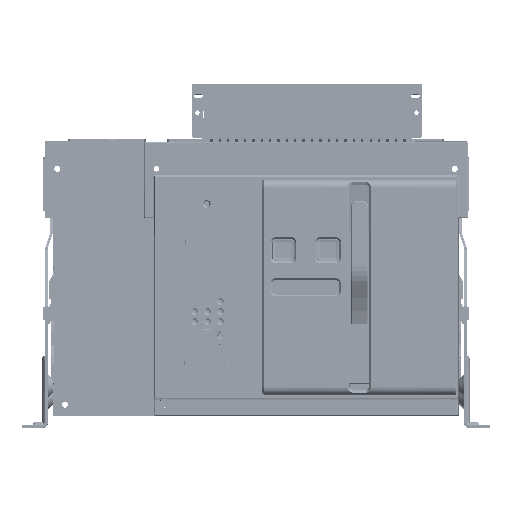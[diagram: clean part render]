
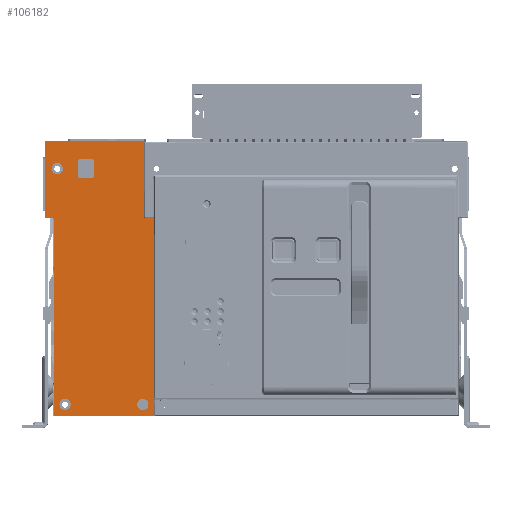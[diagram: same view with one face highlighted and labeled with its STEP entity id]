
A CAD part, top view. The second image highlights one B-rep face of the part: STEP entity #106182.
In plain terms, the highlighted planar face has unit normal (0, 0, 1).
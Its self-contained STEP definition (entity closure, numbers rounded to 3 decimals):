
#7872=CARTESIAN_POINT('',(-301.5,229.5,235.));
#7873=DIRECTION('',(0.,0.,-1.));
#7874=DIRECTION('',(0.,-1.,0.));
#7875=AXIS2_PLACEMENT_3D('',#7872,#7873,#7874);
#7877=DIRECTION('',(0.,1.,0.));
#7878=VECTOR('',#7877,88.5);
#7879=CARTESIAN_POINT('',(-302.,229.499,235.));
#7880=LINE('',#7879,#7878);
#7881=DIRECTION('',(1.,0.,0.));
#7882=VECTOR('',#7881,115.);
#7883=CARTESIAN_POINT('',(-302.,317.999,235.));
#7884=LINE('',#7883,#7882);
#7885=DIRECTION('',(0.,-1.,0.));
#7886=VECTOR('',#7885,89.001);
#7887=CARTESIAN_POINT('',(-187.,318.001,235.));
#7888=LINE('',#7887,#7886);
#7889=DIRECTION('',(1.,0.,0.));
#7890=VECTOR('',#7889,11.);
#7891=CARTESIAN_POINT('',(-187.,229.,235.));
#7892=LINE('',#7891,#7890);
#7893=DIRECTION('',(0.,-1.,0.));
#7894=VECTOR('',#7893,229.);
#7895=CARTESIAN_POINT('',(-176.,229.,235.));
#7896=LINE('',#7895,#7894);
#7897=DIRECTION('',(-1.,0.,0.));
#7898=VECTOR('',#7897,115.);
#7899=CARTESIAN_POINT('',(-176.,0.,235.));
#7900=LINE('',#7899,#7898);
#7901=DIRECTION('',(0.,1.,0.));
#7902=VECTOR('',#7901,227.002);
#7903=CARTESIAN_POINT('',(-291.,0.,235.));
#7904=LINE('',#7903,#7902);
#7905=CARTESIAN_POINT('',(-293.,227.,235.));
#7906=DIRECTION('',(0.,0.,1.));
#7907=DIRECTION('',(1.,0.,0.));
#7908=AXIS2_PLACEMENT_3D('',#7905,#7906,#7907);
#7910=DIRECTION('',(-1.,0.,0.));
#7911=VECTOR('',#7910,8.5);
#7912=CARTESIAN_POINT('',(-293.,229.,235.));
#7913=LINE('',#7912,#7911);
#7914=CARTESIAN_POINT('',(-287.5,286.5,235.));
#7915=DIRECTION('',(0.,0.,1.));
#7916=DIRECTION('',(1.,0.,0.));
#7917=AXIS2_PLACEMENT_3D('',#7914,#7915,#7916);
#7919=CARTESIAN_POINT('',(-287.5,286.5,235.));
#7920=DIRECTION('',(0.,0.,1.));
#7921=DIRECTION('',(-1.,0.,0.));
#7922=AXIS2_PLACEMENT_3D('',#7919,#7920,#7921);
#7924=CARTESIAN_POINT('',(-188.5,13.5,235.));
#7925=DIRECTION('',(0.,0.,1.));
#7926=DIRECTION('',(1.,0.,0.));
#7927=AXIS2_PLACEMENT_3D('',#7924,#7925,#7926);
#7929=CARTESIAN_POINT('',(-188.5,13.5,235.));
#7930=DIRECTION('',(0.,0.,1.));
#7931=DIRECTION('',(-1.,0.,0.));
#7932=AXIS2_PLACEMENT_3D('',#7929,#7930,#7931);
#7934=CARTESIAN_POINT('',(-278.5,13.5,235.));
#7935=DIRECTION('',(0.,0.,1.));
#7936=DIRECTION('',(1.,0.,0.));
#7937=AXIS2_PLACEMENT_3D('',#7934,#7935,#7936);
#7939=CARTESIAN_POINT('',(-278.5,13.5,235.));
#7940=DIRECTION('',(0.,0.,1.));
#7941=DIRECTION('',(-1.,0.,0.));
#7942=AXIS2_PLACEMENT_3D('',#7939,#7940,#7941);
#7944=CARTESIAN_POINT('',(-260.6,294.1,235.));
#7945=DIRECTION('',(0.,0.,1.));
#7946=DIRECTION('',(0.,1.,0.));
#7947=AXIS2_PLACEMENT_3D('',#7944,#7945,#7946);
#7949=DIRECTION('',(0.,-1.,0.));
#7950=VECTOR('',#7949,15.2);
#7951=CARTESIAN_POINT('',(-264.,294.1,235.));
#7952=LINE('',#7951,#7950);
#7953=CARTESIAN_POINT('',(-260.6,278.9,235.));
#7954=DIRECTION('',(0.,0.,1.));
#7955=DIRECTION('',(-1.,0.,0.));
#7956=AXIS2_PLACEMENT_3D('',#7953,#7954,#7955);
#7958=DIRECTION('',(1.,0.,0.));
#7959=VECTOR('',#7958,12.2);
#7960=CARTESIAN_POINT('',(-260.6,275.5,235.));
#7961=LINE('',#7960,#7959);
#7962=CARTESIAN_POINT('',(-248.4,278.9,235.));
#7963=DIRECTION('',(0.,0.,1.));
#7964=DIRECTION('',(0.,-1.,0.));
#7965=AXIS2_PLACEMENT_3D('',#7962,#7963,#7964);
#7967=DIRECTION('',(0.,1.,0.));
#7968=VECTOR('',#7967,15.2);
#7969=CARTESIAN_POINT('',(-245.,278.9,235.));
#7970=LINE('',#7969,#7968);
#7971=CARTESIAN_POINT('',(-248.4,294.1,235.));
#7972=DIRECTION('',(0.,0.,1.));
#7973=DIRECTION('',(1.,0.,0.));
#7974=AXIS2_PLACEMENT_3D('',#7971,#7972,#7973);
#7976=DIRECTION('',(-1.,0.,0.));
#7977=VECTOR('',#7976,12.2);
#7978=CARTESIAN_POINT('',(-248.4,297.5,235.));
#7979=LINE('',#7978,#7977);
#77309=CARTESIAN_POINT('',(-182.,13.5,235.));
#77310=CARTESIAN_POINT('',(-195.,13.5,235.));
#77311=VERTEX_POINT('',#77309);
#77312=VERTEX_POINT('',#77310);
#77313=CARTESIAN_POINT('',(-301.5,229.,235.));
#77314=CARTESIAN_POINT('',(-302.,229.5,235.));
#77315=VERTEX_POINT('',#77313);
#77316=VERTEX_POINT('',#77314);
#77317=CARTESIAN_POINT('',(-302.,317.999,235.));
#77318=VERTEX_POINT('',#77317);
#77319=CARTESIAN_POINT('',(-187.,318.001,235.));
#77320=VERTEX_POINT('',#77319);
#77321=CARTESIAN_POINT('',(-187.,229.,235.));
#77322=VERTEX_POINT('',#77321);
#77323=CARTESIAN_POINT('',(-176.,229.,235.));
#77324=VERTEX_POINT('',#77323);
#77325=CARTESIAN_POINT('',(-176.,0.,235.));
#77326=VERTEX_POINT('',#77325);
#77327=CARTESIAN_POINT('',(-291.,0.,235.));
#77328=VERTEX_POINT('',#77327);
#77329=CARTESIAN_POINT('',(-291.,227.002,235.));
#77330=VERTEX_POINT('',#77329);
#77331=CARTESIAN_POINT('',(-293.,229.,235.));
#77332=VERTEX_POINT('',#77331);
#77333=CARTESIAN_POINT('',(-281.,286.5,235.));
#77334=CARTESIAN_POINT('',(-294.,286.5,235.));
#77335=VERTEX_POINT('',#77333);
#77336=VERTEX_POINT('',#77334);
#77337=CARTESIAN_POINT('',(-272.,13.5,235.));
#77338=CARTESIAN_POINT('',(-285.,13.5,235.));
#77339=VERTEX_POINT('',#77337);
#77340=VERTEX_POINT('',#77338);
#77341=CARTESIAN_POINT('',(-260.6,297.5,235.));
#77342=CARTESIAN_POINT('',(-264.,294.1,235.));
#77343=VERTEX_POINT('',#77341);
#77344=VERTEX_POINT('',#77342);
#77345=CARTESIAN_POINT('',(-264.,278.9,235.));
#77346=VERTEX_POINT('',#77345);
#77347=CARTESIAN_POINT('',(-260.6,275.5,235.));
#77348=VERTEX_POINT('',#77347);
#77349=CARTESIAN_POINT('',(-248.4,275.5,235.));
#77350=VERTEX_POINT('',#77349);
#77351=CARTESIAN_POINT('',(-245.,278.9,235.));
#77352=VERTEX_POINT('',#77351);
#77353=CARTESIAN_POINT('',(-245.,294.1,235.));
#77354=VERTEX_POINT('',#77353);
#77355=CARTESIAN_POINT('',(-248.4,297.5,235.));
#77356=VERTEX_POINT('',#77355);
#106121=CARTESIAN_POINT('',(-176.,0.,235.));
#106122=DIRECTION('',(0.,0.,-1.));
#106123=DIRECTION('',(-1.,0.,0.));
#106124=AXIS2_PLACEMENT_3D('',#106121,#106122,#106123);
#106125=PLANE('',#106124);
#106127=ORIENTED_EDGE('',*,*,#106126,.T.);
#106129=ORIENTED_EDGE('',*,*,#106128,.T.);
#106131=ORIENTED_EDGE('',*,*,#106130,.T.);
#106133=ORIENTED_EDGE('',*,*,#106132,.T.);
#106135=ORIENTED_EDGE('',*,*,#106134,.T.);
#106136=ORIENTED_EDGE('',*,*,#98306,.T.);
#106138=ORIENTED_EDGE('',*,*,#106137,.T.);
#106140=ORIENTED_EDGE('',*,*,#106139,.T.);
#106142=ORIENTED_EDGE('',*,*,#106141,.T.);
#106144=ORIENTED_EDGE('',*,*,#106143,.T.);
#106145=EDGE_LOOP('',(#106127,#106129,#106131,#106133,#106135,#106136,#106138,
#106140,#106142,#106144));
#106146=FACE_OUTER_BOUND('',#106145,.F.);
#106148=ORIENTED_EDGE('',*,*,#106147,.T.);
#106150=ORIENTED_EDGE('',*,*,#106149,.T.);
#106151=EDGE_LOOP('',(#106148,#106150));
#106152=FACE_BOUND('',#106151,.F.);
#106153=ORIENTED_EDGE('',*,*,#106111,.T.);
#106155=ORIENTED_EDGE('',*,*,#106154,.T.);
#106156=EDGE_LOOP('',(#106153,#106155));
#106157=FACE_BOUND('',#106156,.F.);
#106159=ORIENTED_EDGE('',*,*,#106158,.T.);
#106161=ORIENTED_EDGE('',*,*,#106160,.T.);
#106162=EDGE_LOOP('',(#106159,#106161));
#106163=FACE_BOUND('',#106162,.F.);
#106165=ORIENTED_EDGE('',*,*,#106164,.T.);
#106167=ORIENTED_EDGE('',*,*,#106166,.T.);
#106169=ORIENTED_EDGE('',*,*,#106168,.T.);
#106171=ORIENTED_EDGE('',*,*,#106170,.T.);
#106173=ORIENTED_EDGE('',*,*,#106172,.T.);
#106175=ORIENTED_EDGE('',*,*,#106174,.T.);
#106177=ORIENTED_EDGE('',*,*,#106176,.T.);
#106179=ORIENTED_EDGE('',*,*,#106178,.T.);
#106180=EDGE_LOOP('',(#106165,#106167,#106169,#106171,#106173,#106175,#106177,
#106179));
#106181=FACE_BOUND('',#106180,.F.);
#106182=ADVANCED_FACE('',(#106146,#106152,#106157,#106163,#106181),#106125,.F.);
#7876=CIRCLE('',#7875,0.5);
#7909=CIRCLE('',#7908,2.);
#7918=CIRCLE('',#7917,6.5);
#7923=CIRCLE('',#7922,6.5);
#7928=CIRCLE('',#7927,6.5);
#7933=CIRCLE('',#7932,6.5);
#7938=CIRCLE('',#7937,6.5);
#7943=CIRCLE('',#7942,6.5);
#7948=CIRCLE('',#7947,3.4);
#7957=CIRCLE('',#7956,3.4);
#7966=CIRCLE('',#7965,3.4);
#7975=CIRCLE('',#7974,3.4);
#98306=EDGE_CURVE('',#77324,#77326,#7896,.T.);
#106111=EDGE_CURVE('',#77311,#77312,#7928,.T.);
#106126=EDGE_CURVE('',#77315,#77316,#7876,.T.);
#106128=EDGE_CURVE('',#77316,#77318,#7880,.T.);
#106130=EDGE_CURVE('',#77318,#77320,#7884,.T.);
#106132=EDGE_CURVE('',#77320,#77322,#7888,.T.);
#106134=EDGE_CURVE('',#77322,#77324,#7892,.T.);
#106137=EDGE_CURVE('',#77326,#77328,#7900,.T.);
#106139=EDGE_CURVE('',#77328,#77330,#7904,.T.);
#106141=EDGE_CURVE('',#77330,#77332,#7909,.T.);
#106143=EDGE_CURVE('',#77332,#77315,#7913,.T.);
#106147=EDGE_CURVE('',#77335,#77336,#7918,.T.);
#106149=EDGE_CURVE('',#77336,#77335,#7923,.T.);
#106154=EDGE_CURVE('',#77312,#77311,#7933,.T.);
#106158=EDGE_CURVE('',#77339,#77340,#7938,.T.);
#106160=EDGE_CURVE('',#77340,#77339,#7943,.T.);
#106164=EDGE_CURVE('',#77343,#77344,#7948,.T.);
#106166=EDGE_CURVE('',#77344,#77346,#7952,.T.);
#106168=EDGE_CURVE('',#77346,#77348,#7957,.T.);
#106170=EDGE_CURVE('',#77348,#77350,#7961,.T.);
#106172=EDGE_CURVE('',#77350,#77352,#7966,.T.);
#106174=EDGE_CURVE('',#77352,#77354,#7970,.T.);
#106176=EDGE_CURVE('',#77354,#77356,#7975,.T.);
#106178=EDGE_CURVE('',#77356,#77343,#7979,.T.);
